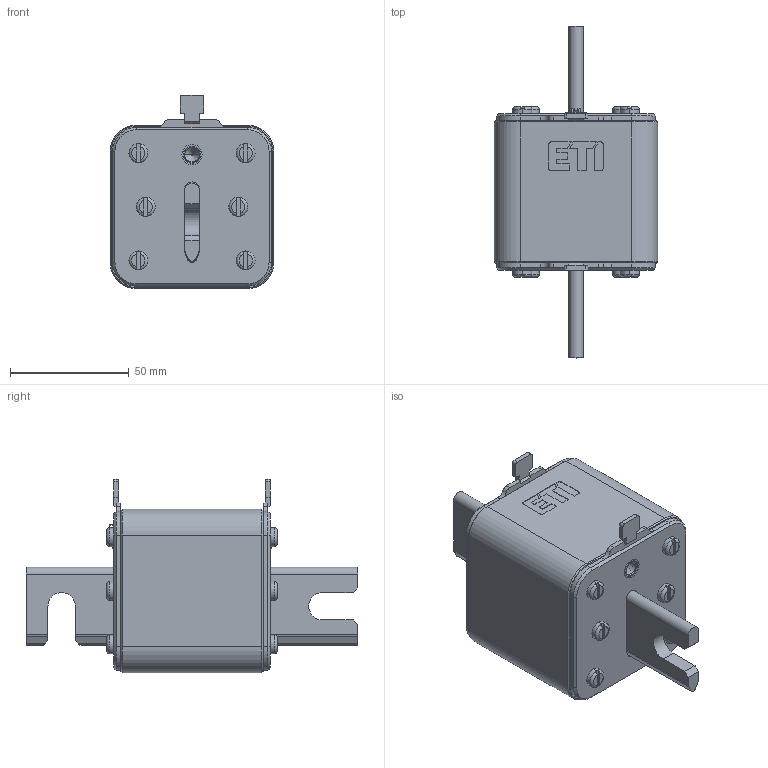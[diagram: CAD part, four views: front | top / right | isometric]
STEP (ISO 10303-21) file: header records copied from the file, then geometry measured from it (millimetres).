
FILE_DESCRIPTION((''),'2;1');
FILE_NAME('004335117_NHS3_110_UQ_ASM-2_ASM','2025-03-19T13:53:19',('klemen.sitar'),('Audax d.o.o.'),'CREO PARAMETRIC BY PTC INC, 2021304','CREO PARAMETRIC BY PTC INC, 2021304','');
FILE_SCHEMA(('AP242_MANAGED_MODEL_BASED_3D_ENGINEERING_MIM_LF { 1 0 10303 442 1 1 4 }'));
Length unit declared in the file: millimetre
Products named in the file (13): 0000033417_2; 0000033421_2; 0000033383_2; 0000033386_2; 0000033403_1; 0000033413_ASM_1_ASM; 0000033395_1; 0000033406_ASM_1_ASM; 0000032608_1; 0000016201_2; 0000033044_1; 0000033047_1; 004335117_NHS3_110_UQ_ASM-2_ASM
Assembly tree (26 placements, depth 3):
  004335117_NHS3_110_UQ_ASM-2_ASM
    0000033417_2
    0000033421_2  x2
    0000033383_2  x2
    0000033413_ASM_1_ASM
      0000033386_2
      0000033403_1
    0000033406_ASM_1_ASM
      0000033386_2
      0000033395_1
    0000032608_1  x12
    0000016201_2
    0000033044_1
    0000033047_1
Bounding box: 69 x 140 x 81.5 mm (x, y, z)
Volume: 196862.2 mm3; surface area: 85258.3 mm2
Topology: 24 solids, 36 shells, 807 faces, 2014 edges, 1277 vertices
Faces by surface type: plane 321, cylinder 286, cone 132, torus 60, bspline 4, sphere 4
Entity records: 19675 total; most frequent: CARTESIAN_POINT 3278, DIRECTION 2668, ORIENTED_EDGE 2320, PRESENTATION_STYLE_ASSIGNMENT 1203, STYLED_ITEM 1200, CURVE_STYLE 1180, EDGE_CURVE 1180, AXIS2_PLACEMENT_3D 1021
